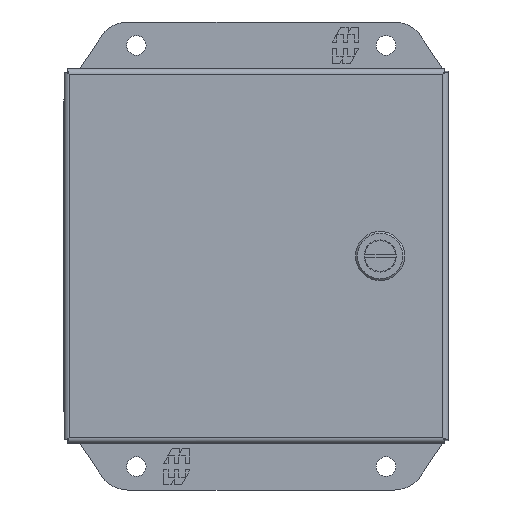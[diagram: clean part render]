
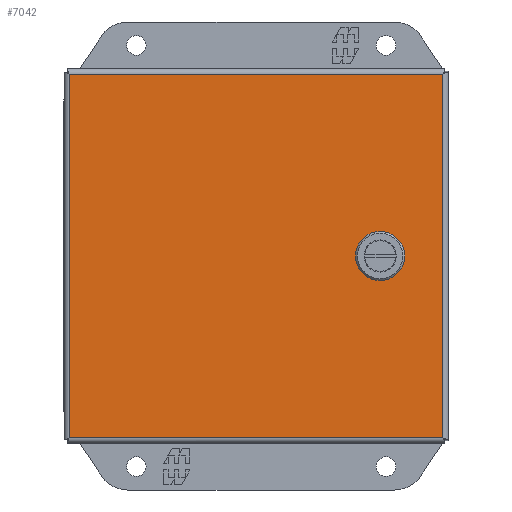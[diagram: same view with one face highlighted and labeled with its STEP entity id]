
A CAD part, front view. The second image highlights one B-rep face of the part: STEP entity #7042.
In plain terms, the highlighted planar face has unit normal (0, -1, 0).
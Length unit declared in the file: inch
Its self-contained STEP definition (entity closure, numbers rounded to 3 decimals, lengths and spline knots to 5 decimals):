
#166 = VERTEX_POINT ( 'NONE', #7312 ) ;
#442 = VECTOR ( 'NONE', #19923, 39.37008 ) ;
#481 = CARTESIAN_POINT ( 'NONE',  ( 1.57568, -4.61133, -0.07559 ) ) ;
#798 = CARTESIAN_POINT ( 'NONE',  ( 2.23768, -4.61133, 0.07559 ) ) ;
#927 = PLANE ( 'NONE',  #5376 ) ;
#1014 = VECTOR ( 'NONE', #1107, 39.37008 ) ;
#1107 = DIRECTION ( 'NONE',  ( 1., 0., 0. ) ) ;
#1230 = ORIENTED_EDGE ( 'NONE', *, *, #9790, .F. ) ;
#1386 = ORIENTED_EDGE ( 'NONE', *, *, #16720, .F. ) ;
#1417 = CARTESIAN_POINT ( 'NONE',  ( 1.57568, -4.61133, 0.07559 ) ) ;
#1681 = CARTESIAN_POINT ( 'NONE',  ( 2.91268, -4.61133, 2.914 ) ) ;
#1945 = DIRECTION ( 'NONE',  ( 0., 0., -1. ) ) ;
#2017 = VECTOR ( 'NONE', #11903, 39.37008 ) ;
#2303 = CARTESIAN_POINT ( 'NONE',  ( 1.83109, -4.61133, -0.331 ) ) ;
#2470 = ORIENTED_EDGE ( 'NONE', *, *, #2713, .T. ) ;
#2559 = CARTESIAN_POINT ( 'NONE',  ( 1.98226, -4.61133, 0.331 ) ) ;
#2713 = EDGE_CURVE ( 'NONE', #166, #4111, #15830, .T. ) ;
#2774 = CARTESIAN_POINT ( 'NONE',  ( 1.98226, -4.61133, -0.331 ) ) ;
#2806 = DIRECTION ( 'NONE',  ( 0., -1., 0. ) ) ;
#2941 = EDGE_CURVE ( 'NONE', #9342, #3454, #4977, .T. ) ;
#3352 = DIRECTION ( 'NONE',  ( 0., 0., 1. ) ) ;
#3454 = VERTEX_POINT ( 'NONE', #798 ) ;
#3674 = CARTESIAN_POINT ( 'NONE',  ( 2.23768, -4.61133, -0.07559 ) ) ;
#3743 = VERTEX_POINT ( 'NONE', #5132 ) ;
#3937 = CARTESIAN_POINT ( 'NONE',  ( 1.98226, -4.61133, 0.331 ) ) ;
#4111 = VERTEX_POINT ( 'NONE', #1681 ) ;
#4246 = EDGE_CURVE ( 'NONE', #3743, #166, #13402, .T. ) ;
#4335 = LINE ( 'NONE', #15248, #442 ) ;
#4545 = DIRECTION ( 'NONE',  ( -1., 0., 0. ) ) ;
#4605 = EDGE_CURVE ( 'NONE', #3454, #19392, #14947, .T. ) ;
#4977 = LINE ( 'NONE', #14456, #7810 ) ;
#5132 = CARTESIAN_POINT ( 'NONE',  ( -3.07332, -4.61133, -2.914 ) ) ;
#5167 = CARTESIAN_POINT ( 'NONE',  ( -3.07332, -4.61133, -2.914 ) ) ;
#5340 = LINE ( 'NONE', #481, #10003 ) ;
#5376 = AXIS2_PLACEMENT_3D ( 'NONE', #15585, #2806, #7582 ) ;
#5662 = LINE ( 'NONE', #2774, #1014 ) ;
#5800 = VECTOR ( 'NONE', #11619, 39.37008 ) ;
#6080 = EDGE_CURVE ( 'NONE', #10205, #3743, #17940, .T. ) ;
#6196 = EDGE_CURVE ( 'NONE', #18552, #9342, #13060, .T. ) ;
#6219 = EDGE_CURVE ( 'NONE', #20424, #18552, #5662, .T. ) ;
#6556 = CARTESIAN_POINT ( 'NONE',  ( 1.98226, -4.61133, -0.331 ) ) ;
#6972 = VECTOR ( 'NONE', #14928, 39.37008 ) ;
#7042 = ADVANCED_FACE ( 'NONE', ( #18495, #15486 ), #927, .T. ) ;
#7312 = CARTESIAN_POINT ( 'NONE',  ( 2.91268, -4.61133, -2.914 ) ) ;
#7582 = DIRECTION ( 'NONE',  ( 0., 0., -1. ) ) ;
#7810 = VECTOR ( 'NONE', #18912, 39.37008 ) ;
#7841 = ORIENTED_EDGE ( 'NONE', *, *, #13924, .T. ) ;
#8156 = VERTEX_POINT ( 'NONE', #11956 ) ;
#8335 = CARTESIAN_POINT ( 'NONE',  ( -3.07332, -4.61133, -2.914 ) ) ;
#8904 = DIRECTION ( 'NONE',  ( -1., 0., 0. ) ) ;
#9133 = VECTOR ( 'NONE', #3352, 39.37008 ) ;
#9174 = VECTOR ( 'NONE', #13212, 39.37008 ) ;
#9342 = VERTEX_POINT ( 'NONE', #3674 ) ;
#9757 = ORIENTED_EDGE ( 'NONE', *, *, #4246, .T. ) ;
#9790 = EDGE_CURVE ( 'NONE', #14079, #17942, #5340, .T. ) ;
#10003 = VECTOR ( 'NONE', #1945, 39.37008 ) ;
#10127 = ORIENTED_EDGE ( 'NONE', *, *, #6080, .T. ) ;
#10145 = CARTESIAN_POINT ( 'NONE',  ( -3.07332, -4.61133, 2.914 ) ) ;
#10205 = VERTEX_POINT ( 'NONE', #10145 ) ;
#10253 = CARTESIAN_POINT ( 'NONE',  ( -3.07332, -4.61133, 2.914 ) ) ;
#10346 = CARTESIAN_POINT ( 'NONE',  ( 2.23768, -4.61133, -0.07559 ) ) ;
#10628 = ORIENTED_EDGE ( 'NONE', *, *, #6219, .F. ) ;
#10948 = ORIENTED_EDGE ( 'NONE', *, *, #18997, .F. ) ;
#11547 = DIRECTION ( 'NONE',  ( 1., 0., 0. ) ) ;
#11619 = DIRECTION ( 'NONE',  ( -0.707, 0., 0.707 ) ) ;
#11903 = DIRECTION ( 'NONE',  ( 0.707, 0., 0.707 ) ) ;
#11956 = CARTESIAN_POINT ( 'NONE',  ( 1.83109, -4.61133, 0.331 ) ) ;
#12086 = EDGE_CURVE ( 'NONE', #17942, #20424, #16537, .T. ) ;
#12232 = CARTESIAN_POINT ( 'NONE',  ( 1.83109, -4.61133, 0.331 ) ) ;
#13060 = LINE ( 'NONE', #10346, #2017 ) ;
#13081 = ORIENTED_EDGE ( 'NONE', *, *, #4605, .F. ) ;
#13212 = DIRECTION ( 'NONE',  ( 0.707, 0., -0.707 ) ) ;
#13402 = LINE ( 'NONE', #8335, #20411 ) ;
#13924 = EDGE_CURVE ( 'NONE', #4111, #10205, #20137, .T. ) ;
#14079 = VERTEX_POINT ( 'NONE', #1417 ) ;
#14456 = CARTESIAN_POINT ( 'NONE',  ( 2.23768, -4.61133, 0.07559 ) ) ;
#14928 = DIRECTION ( 'NONE',  ( 0., 0., -1. ) ) ;
#14947 = LINE ( 'NONE', #3937, #5800 ) ;
#14988 = VECTOR ( 'NONE', #8904, 39.37008 ) ;
#15248 = CARTESIAN_POINT ( 'NONE',  ( 1.57568, -4.61133, 0.07559 ) ) ;
#15486 = FACE_OUTER_BOUND ( 'NONE', #15508, .T. ) ;
#15508 = EDGE_LOOP ( 'NONE', ( #2470, #7841, #10127, #9757 ) ) ;
#15585 = CARTESIAN_POINT ( 'NONE',  ( -3.07332, -4.61133, -2.914 ) ) ;
#15793 = VECTOR ( 'NONE', #4545, 39.37008 ) ;
#15830 = LINE ( 'NONE', #19153, #9133 ) ;
#16537 = LINE ( 'NONE', #2303, #9174 ) ;
#16554 = ORIENTED_EDGE ( 'NONE', *, *, #2941, .F. ) ;
#16720 = EDGE_CURVE ( 'NONE', #8156, #14079, #4335, .T. ) ;
#17009 = ORIENTED_EDGE ( 'NONE', *, *, #6196, .F. ) ;
#17603 = CARTESIAN_POINT ( 'NONE',  ( 1.83109, -4.61133, -0.331 ) ) ;
#17858 = CARTESIAN_POINT ( 'NONE',  ( 1.57568, -4.61133, -0.07559 ) ) ;
#17940 = LINE ( 'NONE', #5167, #6972 ) ;
#17942 = VERTEX_POINT ( 'NONE', #17858 ) ;
#18495 = FACE_BOUND ( 'NONE', #18729, .T. ) ;
#18552 = VERTEX_POINT ( 'NONE', #6556 ) ;
#18683 = LINE ( 'NONE', #12232, #15793 ) ;
#18729 = EDGE_LOOP ( 'NONE', ( #10628, #19243, #1230, #1386, #10948, #13081, #16554, #17009 ) ) ;
#18912 = DIRECTION ( 'NONE',  ( 0., 0., 1. ) ) ;
#18997 = EDGE_CURVE ( 'NONE', #19392, #8156, #18683, .T. ) ;
#19153 = CARTESIAN_POINT ( 'NONE',  ( 2.91268, -4.61133, -2.914 ) ) ;
#19243 = ORIENTED_EDGE ( 'NONE', *, *, #12086, .F. ) ;
#19392 = VERTEX_POINT ( 'NONE', #2559 ) ;
#19923 = DIRECTION ( 'NONE',  ( -0.707, 0., -0.707 ) ) ;
#20137 = LINE ( 'NONE', #10253, #14988 ) ;
#20411 = VECTOR ( 'NONE', #11547, 39.37008 ) ;
#20424 = VERTEX_POINT ( 'NONE', #17603 ) ;
